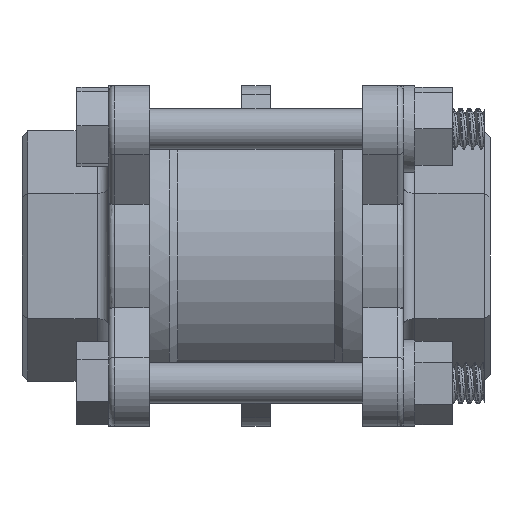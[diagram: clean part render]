
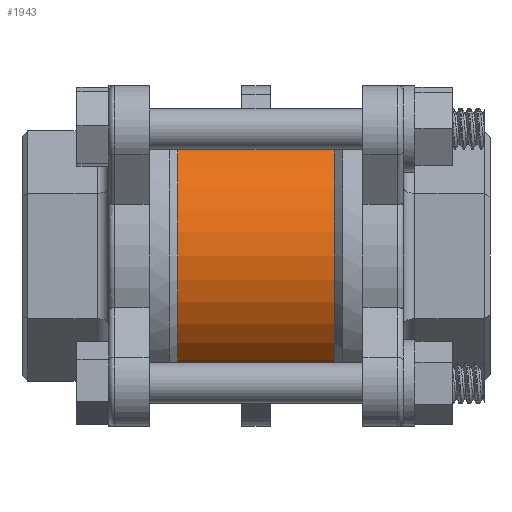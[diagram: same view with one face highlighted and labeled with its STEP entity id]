
A CAD part, front view. The second image highlights one B-rep face of the part: STEP entity #1943.
In plain terms, the highlighted cylindrical face has radius 23.5 mm (diameter 47 mm), a partial arc.
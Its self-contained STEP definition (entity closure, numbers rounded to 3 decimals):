
#388 = AXIS2_PLACEMENT_3D ( 'NONE', #6278, #12607, #11048 ) ;
#1221 = VECTOR ( 'NONE', #16047, 1000. ) ;
#1461 = FACE_OUTER_BOUND ( 'NONE', #7048, .T. ) ;
#1943 = ADVANCED_FACE ( 'NONE', ( #1461 ), #20511, .T. ) ;
#2219 = VECTOR ( 'NONE', #9894, 1000. ) ;
#2932 = CARTESIAN_POINT ( 'NONE',  ( -13.5, 0., -23.5 ) ) ;
#3456 = CARTESIAN_POINT ( 'NONE',  ( 0., 0., 23.5 ) ) ;
#3795 = CARTESIAN_POINT ( 'NONE',  ( 13.5, 0., 0. ) ) ;
#4531 = ORIENTED_EDGE ( 'NONE', *, *, #15180, .F. ) ;
#5075 = CARTESIAN_POINT ( 'NONE',  ( 13.5, 0., -23.5 ) ) ;
#5706 = DIRECTION ( 'NONE',  ( -1., 0., 0. ) ) ;
#5810 = CARTESIAN_POINT ( 'NONE',  ( -13.5, 0., 0. ) ) ;
#6278 = CARTESIAN_POINT ( 'NONE',  ( 0., 0., 0. ) ) ;
#7048 = EDGE_LOOP ( 'NONE', ( #17114, #12266, #17131, #4531 ) ) ;
#8381 = DIRECTION ( 'NONE',  ( 0., 0., 1. ) ) ;
#8929 = DIRECTION ( 'NONE',  ( 0., 0., 1. ) ) ;
#9894 = DIRECTION ( 'NONE',  ( -1., 0., 0. ) ) ;
#11048 = DIRECTION ( 'NONE',  ( 0., 0., 1. ) ) ;
#11265 = VERTEX_POINT ( 'NONE', #2932 ) ;
#11449 = LINE ( 'NONE', #16028, #2219 ) ;
#12266 = ORIENTED_EDGE ( 'NONE', *, *, #12832, .T. ) ;
#12607 = DIRECTION ( 'NONE',  ( -1., 0., 0. ) ) ;
#12622 = CARTESIAN_POINT ( 'NONE',  ( 13.5, 0., 23.5 ) ) ;
#12832 = EDGE_CURVE ( 'NONE', #15045, #15772, #16788, .T. ) ;
#13129 = AXIS2_PLACEMENT_3D ( 'NONE', #3795, #16277, #8381 ) ;
#14380 = LINE ( 'NONE', #3456, #1221 ) ;
#15045 = VERTEX_POINT ( 'NONE', #5075 ) ;
#15180 = EDGE_CURVE ( 'NONE', #11265, #18244, #17497, .T. ) ;
#15772 = VERTEX_POINT ( 'NONE', #12622 ) ;
#16028 = CARTESIAN_POINT ( 'NONE',  ( 0., 0., -23.5 ) ) ;
#16047 = DIRECTION ( 'NONE',  ( -1., 0., 0. ) ) ;
#16277 = DIRECTION ( 'NONE',  ( -1., 0., 0. ) ) ;
#16788 = CIRCLE ( 'NONE', #13129, 23.5 ) ;
#17114 = ORIENTED_EDGE ( 'NONE', *, *, #19492, .F. ) ;
#17131 = ORIENTED_EDGE ( 'NONE', *, *, #19237, .T. ) ;
#17497 = CIRCLE ( 'NONE', #20177, 23.5 ) ;
#18244 = VERTEX_POINT ( 'NONE', #19629 ) ;
#19237 = EDGE_CURVE ( 'NONE', #15772, #18244, #14380, .T. ) ;
#19492 = EDGE_CURVE ( 'NONE', #15045, #11265, #11449, .T. ) ;
#19629 = CARTESIAN_POINT ( 'NONE',  ( -13.5, 0., 23.5 ) ) ;
#20177 = AXIS2_PLACEMENT_3D ( 'NONE', #5810, #5706, #8929 ) ;
#20511 = CYLINDRICAL_SURFACE ( 'NONE', #388, 23.5 ) ;
